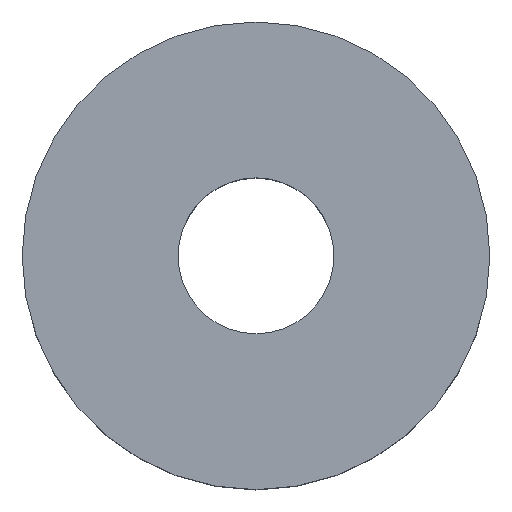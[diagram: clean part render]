
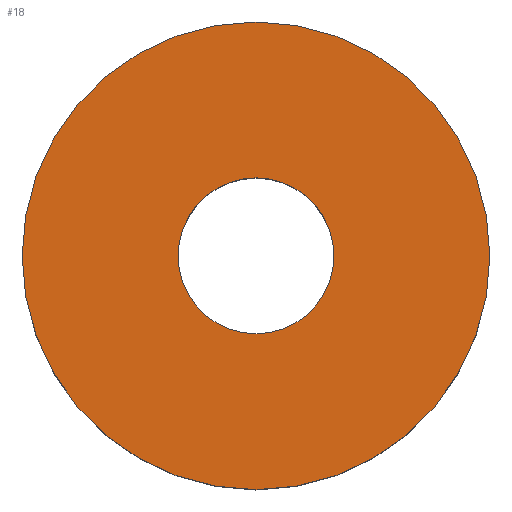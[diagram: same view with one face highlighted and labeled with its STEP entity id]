
A CAD part, top view. The second image highlights one B-rep face of the part: STEP entity #18.
In plain terms, the highlighted planar face has unit normal (0, 0, 1).
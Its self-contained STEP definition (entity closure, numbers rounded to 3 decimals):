
#13 = DIRECTION ( 'NONE',  ( 0., 0., 1. ) ) ;
#17 = DIRECTION ( 'NONE',  ( 0., 0., 1. ) ) ;
#18 = ADVANCED_FACE ( 'NONE', ( #210, #128 ), #225, .T. ) ;
#21 = CARTESIAN_POINT ( 'NONE',  ( -5., 0., 11. ) ) ;
#27 = CIRCLE ( 'NONE', #44, 5. ) ;
#30 = CARTESIAN_POINT ( 'NONE',  ( 0., 0., 11. ) ) ;
#32 = CARTESIAN_POINT ( 'NONE',  ( 0., 0., 11. ) ) ;
#34 = CARTESIAN_POINT ( 'NONE',  ( 5., 0., 11. ) ) ;
#35 = VERTEX_POINT ( 'NONE', #34 ) ;
#43 = ORIENTED_EDGE ( 'NONE', *, *, #80, .T. ) ;
#44 = AXIS2_PLACEMENT_3D ( 'NONE', #186, #13, #165 ) ;
#48 = CARTESIAN_POINT ( 'NONE',  ( 0., 0., 11. ) ) ;
#56 = DIRECTION ( 'NONE',  ( 1., 0., 0. ) ) ;
#71 = EDGE_LOOP ( 'NONE', ( #43, #199 ) ) ;
#73 = CARTESIAN_POINT ( 'NONE',  ( 0., 0., 11. ) ) ;
#80 = EDGE_CURVE ( 'NONE', #182, #185, #231, .T. ) ;
#85 = ORIENTED_EDGE ( 'NONE', *, *, #169, .F. ) ;
#91 = DIRECTION ( 'NONE',  ( 1., 0., 0. ) ) ;
#97 = DIRECTION ( 'NONE',  ( 0., 0., 1. ) ) ;
#103 = ORIENTED_EDGE ( 'NONE', *, *, #135, .F. ) ;
#109 = EDGE_LOOP ( 'NONE', ( #85, #103 ) ) ;
#128 = FACE_BOUND ( 'NONE', #109, .T. ) ;
#130 = DIRECTION ( 'NONE',  ( 0., 0., 1. ) ) ;
#135 = EDGE_CURVE ( 'NONE', #35, #180, #27, .T. ) ;
#138 = AXIS2_PLACEMENT_3D ( 'NONE', #32, #227, #209 ) ;
#142 = DIRECTION ( 'NONE',  ( 1., 0., 0. ) ) ;
#152 = CIRCLE ( 'NONE', #219, 5. ) ;
#161 = AXIS2_PLACEMENT_3D ( 'NONE', #73, #97, #142 ) ;
#165 = DIRECTION ( 'NONE',  ( 1., 0., 0. ) ) ;
#166 = CIRCLE ( 'NONE', #161, 15. ) ;
#169 = EDGE_CURVE ( 'NONE', #180, #35, #152, .T. ) ;
#180 = VERTEX_POINT ( 'NONE', #21 ) ;
#182 = VERTEX_POINT ( 'NONE', #248 ) ;
#183 = EDGE_CURVE ( 'NONE', #185, #182, #166, .T. ) ;
#185 = VERTEX_POINT ( 'NONE', #218 ) ;
#186 = CARTESIAN_POINT ( 'NONE',  ( 0., 0., 11. ) ) ;
#195 = AXIS2_PLACEMENT_3D ( 'NONE', #30, #17, #91 ) ;
#199 = ORIENTED_EDGE ( 'NONE', *, *, #183, .T. ) ;
#209 = DIRECTION ( 'NONE',  ( 1., 0., 0. ) ) ;
#210 = FACE_OUTER_BOUND ( 'NONE', #71, .T. ) ;
#218 = CARTESIAN_POINT ( 'NONE',  ( 15., 0., 11. ) ) ;
#219 = AXIS2_PLACEMENT_3D ( 'NONE', #48, #130, #56 ) ;
#225 = PLANE ( 'NONE',  #195 ) ;
#227 = DIRECTION ( 'NONE',  ( 0., 0., 1. ) ) ;
#231 = CIRCLE ( 'NONE', #138, 15. ) ;
#248 = CARTESIAN_POINT ( 'NONE',  ( -15., 0., 11. ) ) ;
